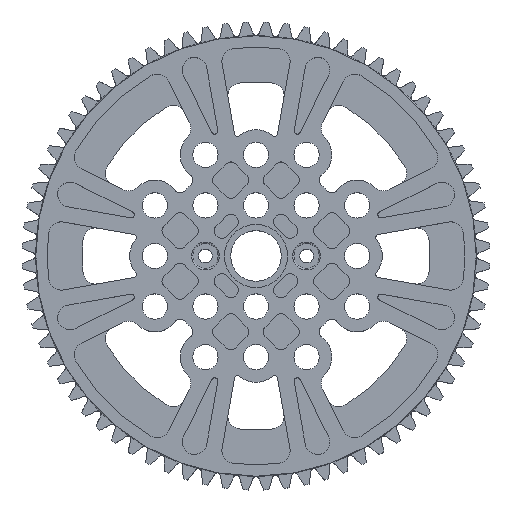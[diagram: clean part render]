
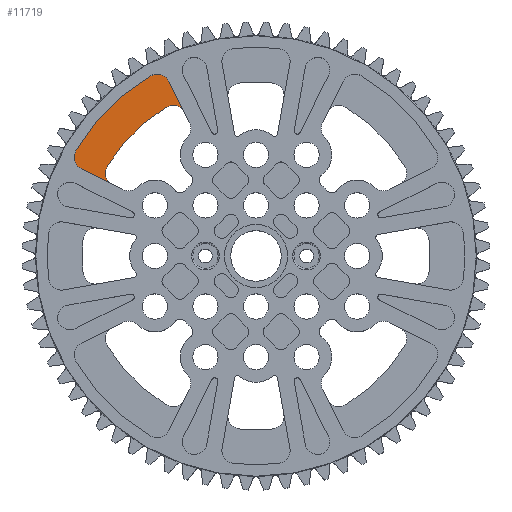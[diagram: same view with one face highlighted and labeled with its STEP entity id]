
A CAD part, top view. The second image highlights one B-rep face of the part: STEP entity #11719.
In plain terms, the highlighted planar face has unit normal (0, 0, 1).
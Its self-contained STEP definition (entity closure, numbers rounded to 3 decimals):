
#157 = EDGE_CURVE ( 'NONE', #21397, #17056, #6389, .T. ) ;
#433 = CARTESIAN_POINT ( 'NONE',  ( -23.556, 14.19, 2.75 ) ) ;
#1009 = CARTESIAN_POINT ( 'NONE',  ( 0., 0., 2.75 ) ) ;
#1071 = AXIS2_PLACEMENT_3D ( 'NONE', #29046, #2367, #21119 ) ;
#1218 = EDGE_LOOP ( 'NONE', ( #3002, #13046, #11460, #18441, #31692, #21446, #18566, #24741 ) ) ;
#2264 = CARTESIAN_POINT ( 'NONE',  ( -15.624, 26.775, 2.75 ) ) ;
#2301 = CIRCLE ( 'NONE', #9580, 2. ) ;
#2367 = DIRECTION ( 'NONE',  ( 0., 0., 1. ) ) ;
#2654 = AXIS2_PLACEMENT_3D ( 'NONE', #30965, #15010, #33642 ) ;
#2766 = DIRECTION ( 'NONE',  ( 0., 0., 1. ) ) ;
#3002 = ORIENTED_EDGE ( 'NONE', *, *, #8010, .T. ) ;
#3149 = DIRECTION ( 'NONE',  ( 0., 0., 1. ) ) ;
#3704 = DIRECTION ( 'NONE',  ( 1., 0., 0. ) ) ;
#3915 = VERTEX_POINT ( 'NONE', #17055 ) ;
#4957 = DIRECTION ( 'NONE',  ( 1., 0., 0. ) ) ;
#5765 = DIRECTION ( 'NONE',  ( 0., 0., -1. ) ) ;
#6389 = CIRCLE ( 'NONE', #20810, 33. ) ;
#7372 = EDGE_CURVE ( 'NONE', #3915, #26333, #22490, .T. ) ;
#8010 = EDGE_CURVE ( 'NONE', #15148, #32739, #29537, .T. ) ;
#8744 = CARTESIAN_POINT ( 'NONE',  ( -13.835, 27.669, 2.75 ) ) ;
#8969 = CARTESIAN_POINT ( 'NONE',  ( -24.597, 12.298, 2.75 ) ) ;
#9580 = AXIS2_PLACEMENT_3D ( 'NONE', #2264, #21027, #4957 ) ;
#9718 = DIRECTION ( 'NONE',  ( -0.447, 0.894, 0. ) ) ;
#10317 = EDGE_CURVE ( 'NONE', #17056, #3915, #31082, .T. ) ;
#10997 = CIRCLE ( 'NONE', #31567, 27.5 ) ;
#11460 = ORIENTED_EDGE ( 'NONE', *, *, #157, .T. ) ;
#11719 = ADVANCED_FACE ( 'NONE', ( #11812 ), #18487, .T. ) ;
#11812 = FACE_OUTER_BOUND ( 'NONE', #1218, .T. ) ;
#12702 = EDGE_CURVE ( 'NONE', #24175, #15148, #18485, .T. ) ;
#13046 = ORIENTED_EDGE ( 'NONE', *, *, #22149, .T. ) ;
#15010 = DIRECTION ( 'NONE',  ( 0., 0., -1. ) ) ;
#15148 = VERTEX_POINT ( 'NONE', #31483 ) ;
#16225 = VECTOR ( 'NONE', #9718, 1000. ) ;
#17055 = CARTESIAN_POINT ( 'NONE',  ( -27.669, 13.835, 2.75 ) ) ;
#17056 = VERTEX_POINT ( 'NONE', #22035 ) ;
#17100 = VECTOR ( 'NONE', #32994, 1000. ) ;
#17698 = AXIS2_PLACEMENT_3D ( 'NONE', #18870, #2766, #21528 ) ;
#18441 = ORIENTED_EDGE ( 'NONE', *, *, #10317, .T. ) ;
#18485 = CIRCLE ( 'NONE', #2654, 2. ) ;
#18487 = PLANE ( 'NONE',  #1071 ) ;
#18566 = ORIENTED_EDGE ( 'NONE', *, *, #25268, .T. ) ;
#18870 = CARTESIAN_POINT ( 'NONE',  ( -26.775, 15.624, 2.75 ) ) ;
#19043 = CARTESIAN_POINT ( 'NONE',  ( -14.19, 23.556, 2.75 ) ) ;
#19244 = CARTESIAN_POINT ( 'NONE',  ( 0., 0., 2.75 ) ) ;
#19789 = DIRECTION ( 'NONE',  ( 0., 0., -1. ) ) ;
#20810 = AXIS2_PLACEMENT_3D ( 'NONE', #19244, #3149, #21898 ) ;
#21027 = DIRECTION ( 'NONE',  ( 0., 0., 1. ) ) ;
#21119 = DIRECTION ( 'NONE',  ( 1., 0., 0. ) ) ;
#21367 = AXIS2_PLACEMENT_3D ( 'NONE', #21822, #5765, #24491 ) ;
#21397 = VERTEX_POINT ( 'NONE', #26328 ) ;
#21446 = ORIENTED_EDGE ( 'NONE', *, *, #28079, .T. ) ;
#21528 = DIRECTION ( 'NONE',  ( 1., 0., 0. ) ) ;
#21822 = CARTESIAN_POINT ( 'NONE',  ( -21.843, 13.158, 2.75 ) ) ;
#21898 = DIRECTION ( 'NONE',  ( 1., 0., 0. ) ) ;
#22035 = CARTESIAN_POINT ( 'NONE',  ( -28.502, 16.632, 2.75 ) ) ;
#22149 = EDGE_CURVE ( 'NONE', #32739, #21397, #2301, .T. ) ;
#22490 = LINE ( 'NONE', #8969, #17100 ) ;
#23419 = CIRCLE ( 'NONE', #21367, 2. ) ;
#24175 = VERTEX_POINT ( 'NONE', #19043 ) ;
#24491 = DIRECTION ( 'NONE',  ( 1., 0., 0. ) ) ;
#24741 = ORIENTED_EDGE ( 'NONE', *, *, #12702, .T. ) ;
#24929 = CARTESIAN_POINT ( 'NONE',  ( -22.738, 11.369, 2.75 ) ) ;
#25268 = EDGE_CURVE ( 'NONE', #27524, #24175, #10997, .T. ) ;
#25704 = CARTESIAN_POINT ( 'NONE',  ( -12.298, 24.597, 2.75 ) ) ;
#26328 = CARTESIAN_POINT ( 'NONE',  ( -16.632, 28.502, 2.75 ) ) ;
#26333 = VERTEX_POINT ( 'NONE', #24929 ) ;
#27524 = VERTEX_POINT ( 'NONE', #433 ) ;
#28079 = EDGE_CURVE ( 'NONE', #26333, #27524, #23419, .T. ) ;
#29046 = CARTESIAN_POINT ( 'NONE',  ( 0., 0., 2.75 ) ) ;
#29537 = LINE ( 'NONE', #25704, #16225 ) ;
#30965 = CARTESIAN_POINT ( 'NONE',  ( -13.158, 21.843, 2.75 ) ) ;
#31082 = CIRCLE ( 'NONE', #17698, 2. ) ;
#31483 = CARTESIAN_POINT ( 'NONE',  ( -11.369, 22.738, 2.75 ) ) ;
#31567 = AXIS2_PLACEMENT_3D ( 'NONE', #1009, #19789, #3704 ) ;
#31692 = ORIENTED_EDGE ( 'NONE', *, *, #7372, .T. ) ;
#32739 = VERTEX_POINT ( 'NONE', #8744 ) ;
#32994 = DIRECTION ( 'NONE',  ( 0.894, -0.447, 0. ) ) ;
#33642 = DIRECTION ( 'NONE',  ( 1., 0., 0. ) ) ;
